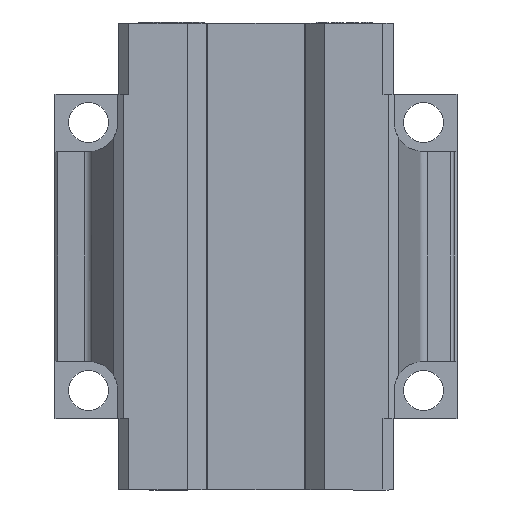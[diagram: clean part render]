
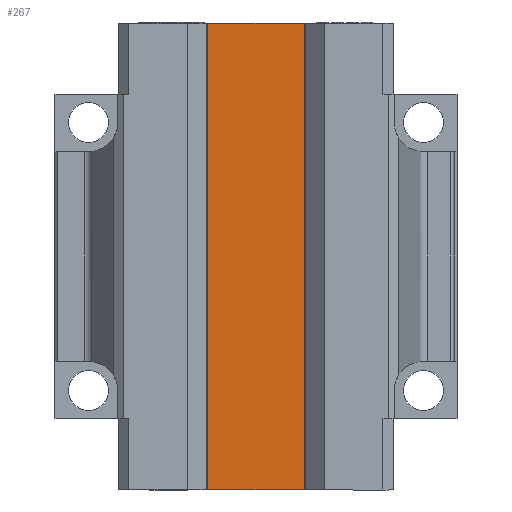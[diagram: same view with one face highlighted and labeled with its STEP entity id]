
A CAD part, front view. The second image highlights one B-rep face of the part: STEP entity #267.
In plain terms, the highlighted planar face has unit normal (0, -1, 0).
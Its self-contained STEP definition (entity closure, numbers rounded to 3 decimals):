
#34 = VERTEX_POINT ( 'NONE', #8877 ) ;
#49 = EDGE_CURVE ( 'NONE', #65, #34, #8872, .T. ) ;
#62 = VERTEX_POINT ( 'NONE', #8860 ) ;
#65 = VERTEX_POINT ( 'NONE', #8859 ) ;
#169 = VERTEX_POINT ( 'NONE', #9087 ) ;
#170 = EDGE_CURVE ( 'NONE', #34, #62, #9086, .T. ) ;
#186 = EDGE_CURVE ( 'NONE', #62, #169, #9121, .T. ) ;
#246 = EDGE_LOOP ( 'NONE', ( #247, #254, #255, #248 ) ) ;
#247 = ORIENTED_EDGE ( 'NONE', *, *, #186, .T. ) ;
#248 = ORIENTED_EDGE ( 'NONE', *, *, #170, .T. ) ;
#254 = ORIENTED_EDGE ( 'NONE', *, *, #271, .T. ) ;
#255 = ORIENTED_EDGE ( 'NONE', *, *, #49, .T. ) ;
#267 = ADVANCED_FACE ( 'NONE', ( #9193 ), #9192, .T. ) ;
#271 = EDGE_CURVE ( 'NONE', #169, #65, #9220, .T. ) ;
#8859 = CARTESIAN_POINT ( 'NONE',  ( 14.4, 0., 69.7 ) ) ;
#8860 = CARTESIAN_POINT ( 'NONE',  ( -14.4, 0., -69.7 ) ) ;
#8869 = DIRECTION ( 'NONE',  ( -1., 0., 0. ) ) ;
#8870 = VECTOR ( 'NONE', #8869, 1000. ) ;
#8871 = CARTESIAN_POINT ( 'NONE',  ( -14.4, 0., 69.7 ) ) ;
#8872 = LINE ( 'NONE', #8871, #8870 ) ;
#8877 = CARTESIAN_POINT ( 'NONE',  ( -14.4, 0., 69.7 ) ) ;
#9083 = DIRECTION ( 'NONE',  ( 0., 0., -1. ) ) ;
#9084 = VECTOR ( 'NONE', #9083, 1000. ) ;
#9085 = CARTESIAN_POINT ( 'NONE',  ( -14.4, 0., -48.5 ) ) ;
#9086 = LINE ( 'NONE', #9085, #9084 ) ;
#9087 = CARTESIAN_POINT ( 'NONE',  ( 14.4, 0., -69.7 ) ) ;
#9118 = DIRECTION ( 'NONE',  ( 1., 0., 0. ) ) ;
#9119 = VECTOR ( 'NONE', #9118, 1000. ) ;
#9120 = CARTESIAN_POINT ( 'NONE',  ( -14.4, 0., -69.7 ) ) ;
#9121 = LINE ( 'NONE', #9120, #9119 ) ;
#9173 = DIRECTION ( 'NONE',  ( 0., 0., -1. ) ) ;
#9174 = DIRECTION ( 'NONE',  ( 0., -1., 0. ) ) ;
#9175 = CARTESIAN_POINT ( 'NONE',  ( -14.4, 0., -48.5 ) ) ;
#9176 = AXIS2_PLACEMENT_3D ( 'NONE', #9175, #9174, #9173 ) ;
#9192 = PLANE ( 'NONE',  #9176 ) ;
#9193 = FACE_OUTER_BOUND ( 'NONE', #246, .T. ) ;
#9217 = DIRECTION ( 'NONE',  ( 0., 0., 1. ) ) ;
#9218 = VECTOR ( 'NONE', #9217, 1000. ) ;
#9219 = CARTESIAN_POINT ( 'NONE',  ( 14.4, 0., -48.5 ) ) ;
#9220 = LINE ( 'NONE', #9219, #9218 ) ;
